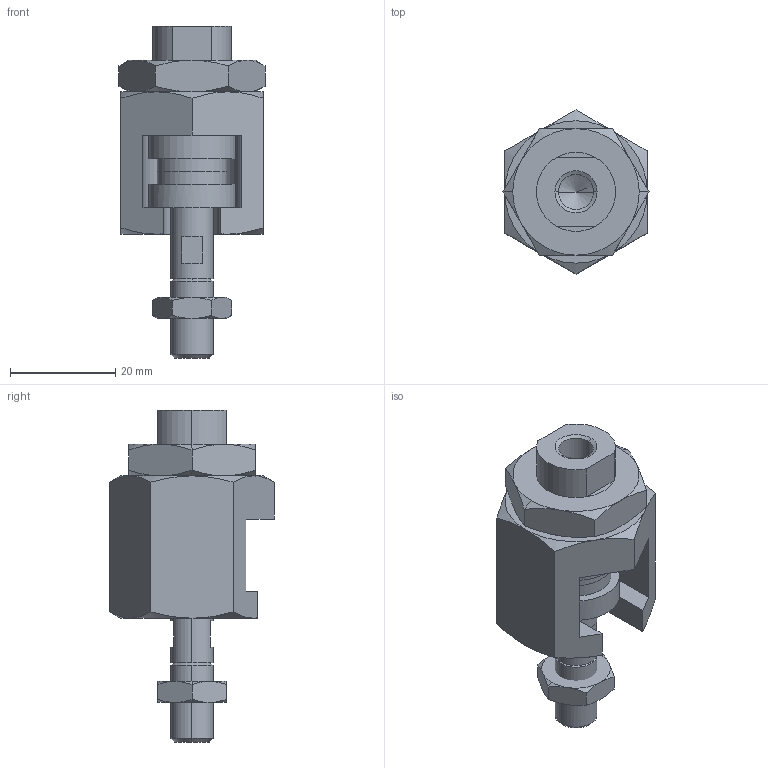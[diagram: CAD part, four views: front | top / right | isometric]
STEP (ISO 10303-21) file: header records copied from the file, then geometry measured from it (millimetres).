
FILE_DESCRIPTION(('STEP AP214'),'1');
FILE_NAME(' ',' ',('TraceParts'),('TraceParts S.A.'),'XStep 1.0',' ',' ');
FILE_SCHEMA(('automotive_design'));
Length unit declared in the file: millimetre
Products named in the file (4): 1; 2; 3; 4
Bounding box: 27.71 x 31.18 x 63 mm (x, y, z)
Volume: 18889.3 mm3; surface area: 9465.3 mm2
Topology: 4 solids, 4 shells, 126 faces, 282 edges, 170 vertices
Faces by surface type: cone 55, plane 49, cylinder 22
Entity records: 6741 total; most frequent: CARTESIAN_POINT 728, STYLED_ITEM 580, PRESENTATION_STYLE_ASSIGNMENT 580, COLOUR_RGB 580, DIRECTION 578, ORIENTED_EDGE 560, EDGE_CURVE 280, CURVE_STYLE 280
